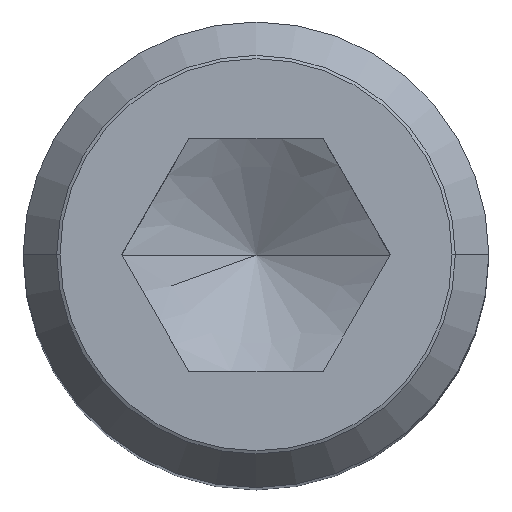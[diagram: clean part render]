
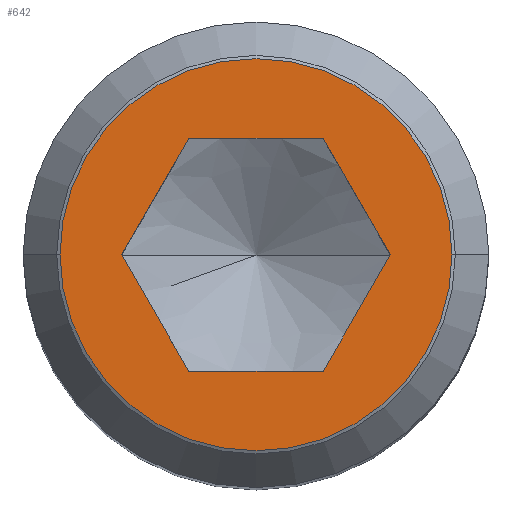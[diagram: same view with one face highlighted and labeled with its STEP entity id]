
A CAD part, top view. The second image highlights one B-rep face of the part: STEP entity #642.
In plain terms, the highlighted planar face has unit normal (0, 0, 1).
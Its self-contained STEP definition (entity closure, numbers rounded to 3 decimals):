
#642=ADVANCED_FACE('',(#1272,#1273),#1274,.T.);
#1272=FACE_BOUND('',#1896,.T.);
#1273=FACE_OUTER_BOUND('',#1897,.T.);
#1274=PLANE('',#1898);
#1896=EDGE_LOOP('',(#3549,#3550,#3551,#3552,#3553,#3554));
#1897=EDGE_LOOP('',(#3555,#3556));
#1898=AXIS2_PLACEMENT_3D('',#3557,#3558,#3559);
#3549=ORIENTED_EDGE('',*,*,#4174,.T.);
#3550=ORIENTED_EDGE('',*,*,#4185,.T.);
#3551=ORIENTED_EDGE('',*,*,#4181,.T.);
#3552=ORIENTED_EDGE('',*,*,#4177,.T.);
#3553=ORIENTED_EDGE('',*,*,#4167,.T.);
#3554=ORIENTED_EDGE('',*,*,#4171,.T.);
#3555=ORIENTED_EDGE('',*,*,#4164,.T.);
#3556=ORIENTED_EDGE('',*,*,#4187,.T.);
#3557=CARTESIAN_POINT('',(-4.282,0.,0.));
#3558=DIRECTION('',(0.0,0.0,1.0));
#3559=DIRECTION('',(-1.0,0.,0.0));
#4164=EDGE_CURVE('',#5011,#5013,#5015,.T.);
#4167=EDGE_CURVE('',#5019,#5017,#5020,.T.);
#4171=EDGE_CURVE('',#5017,#5023,#5025,.T.);
#4174=EDGE_CURVE('',#5023,#5027,#5029,.T.);
#4177=EDGE_CURVE('',#5033,#5019,#5034,.T.);
#4181=EDGE_CURVE('',#5039,#5033,#5040,.T.);
#4185=EDGE_CURVE('',#5027,#5039,#5044,.T.);
#4187=EDGE_CURVE('',#5013,#5011,#5046,.T.);
#5011=VERTEX_POINT('',#6227);
#5013=VERTEX_POINT('',#6230);
#5015=CIRCLE('',#6233,5.053);
#5017=VERTEX_POINT('',#6235);
#5019=VERTEX_POINT('',#6238);
#5020=LINE('',#6239,#6240);
#5023=VERTEX_POINT('',#6244);
#5025=LINE('',#6247,#6248);
#5027=VERTEX_POINT('',#6250);
#5029=LINE('',#6253,#6254);
#5033=VERTEX_POINT('',#6267);
#5034=LINE('',#6268,#6269);
#5039=VERTEX_POINT('',#6284);
#5040=LINE('',#6285,#6286);
#5044=LINE('',#6300,#6301);
#5046=CIRCLE('',#6303,5.053);
#6227=CARTESIAN_POINT('',(-5.053,0.,0.));
#6230=CARTESIAN_POINT('',(5.053,0.,0.));
#6233=AXIS2_PLACEMENT_3D('',#6856,#6857,#6858);
#6235=CARTESIAN_POINT('',(1.732,-3.0,0.));
#6238=CARTESIAN_POINT('',(3.464,0.0,0.));
#6239=CARTESIAN_POINT('',(2.165,-2.25,0.));
#6240=VECTOR('',#6860,1.0);
#6244=CARTESIAN_POINT('',(-1.732,-3.0,0.));
#6247=CARTESIAN_POINT('',(-0.866,-3.0,0.));
#6248=VECTOR('',#6863,1.0);
#6250=CARTESIAN_POINT('',(-3.464,0.0,0.));
#6253=CARTESIAN_POINT('',(-3.031,-0.75,0.));
#6254=VECTOR('',#6865,1.0);
#6267=CARTESIAN_POINT('',(1.732,3.0,0.));
#6268=CARTESIAN_POINT('',(3.031,0.75,0.));
#6269=VECTOR('',#6866,1.0);
#6284=CARTESIAN_POINT('',(-1.732,3.0,0.));
#6285=CARTESIAN_POINT('',(0.866,3.0,0.));
#6286=VECTOR('',#6868,1.0);
#6300=CARTESIAN_POINT('',(-2.165,2.25,0.));
#6301=VECTOR('',#6870,1.0);
#6303=AXIS2_PLACEMENT_3D('',#6871,#6872,#6873);
#6856=CARTESIAN_POINT('',(0.,0.,0.));
#6857=DIRECTION('',(0.0,0.0,1.0));
#6858=DIRECTION('',(-1.0,0.,0.0));
#6860=DIRECTION('',(-0.5,-0.866,0.));
#6863=DIRECTION('',(-1.0,0.0,0.0));
#6865=DIRECTION('',(-0.5,0.866,0.));
#6866=DIRECTION('',(0.5,-0.866,0.));
#6868=DIRECTION('',(1.0,0.0,0.0));
#6870=DIRECTION('',(0.5,0.866,0.));
#6871=CARTESIAN_POINT('',(0.,0.,0.));
#6872=DIRECTION('',(0.0,0.0,1.0));
#6873=DIRECTION('',(-1.0,0.,0.0));
